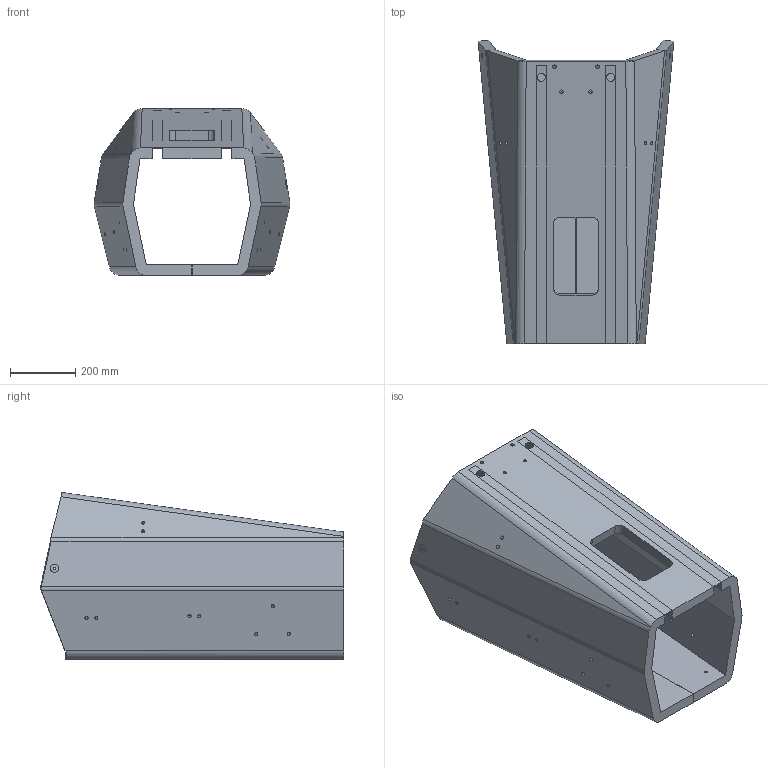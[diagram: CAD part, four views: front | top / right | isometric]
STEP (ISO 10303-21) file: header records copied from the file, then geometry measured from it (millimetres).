
FILE_DESCRIPTION(/* description */ (''),/* implementation_level */ '2;1');
FILE_NAME(/* name */ 'Cockpit_Front v1.step',/* time_stamp */ '2024-11-15T08:48:54+11:00',/* author */ (''),/* organization */ (''),/* preprocessor_version */ 'ST-DEVELOPER v20',/* originating_system */ 'Autodesk Translation Framework v13.20.0.188',/* authorisation */ '');
FILE_SCHEMA (('AUTOMOTIVE_DESIGN { 1 0 10303 214 3 1 1 }'));
Length unit declared in the file: millimetre
Products named in the file (1): Cockpit_Front
Bounding box: 600.64 x 930.27 x 511.94 mm (x, y, z)
Volume: 42596952.9 mm3; surface area: 3070357.7 mm2
Topology: 1 solids, 1 shells, 138 faces, 370 edges, 236 vertices
Faces by surface type: cylinder 68, plane 64, bspline 6
Full cylindrical faces by diameter (mm): 8 x2, 10 x38, 25 x4
Entity records: 4690 total; most frequent: CARTESIAN_POINT 963, DIRECTION 748, ORIENTED_EDGE 740, EDGE_CURVE 370, AXIS2_PLACEMENT_3D 257, VERTEX_POINT 236, LINE 234, VECTOR 234
